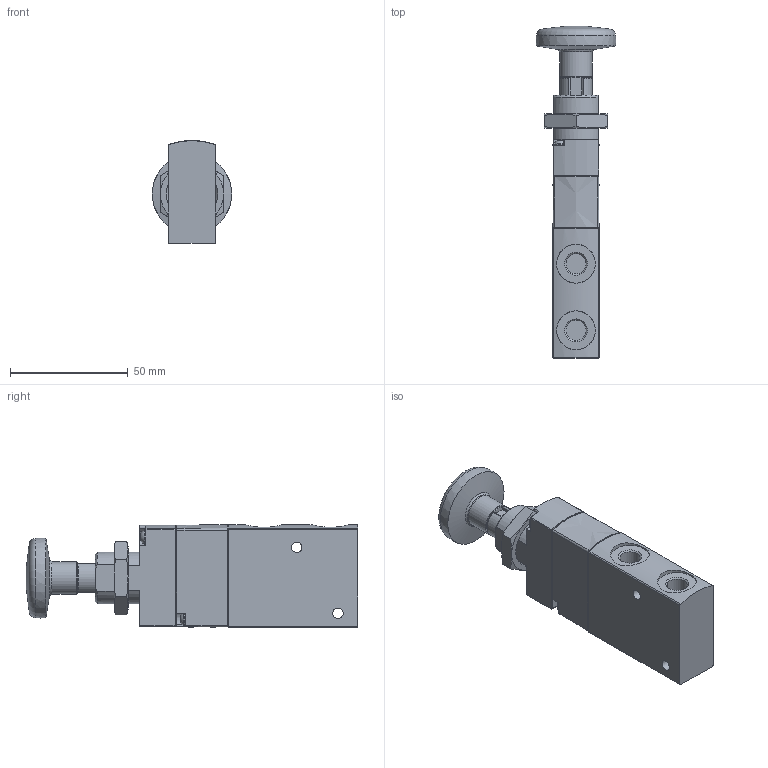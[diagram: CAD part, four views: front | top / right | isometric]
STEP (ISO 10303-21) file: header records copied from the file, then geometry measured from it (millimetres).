
FILE_DESCRIPTION(/* description */ ('STEP AP214'),/* implementation_level */ '2;1');
FILE_NAME(/* name */ '5299705_VHEF-PTC-M32-M-G18',/* time_stamp */ '2024-09-12T15:25:25+02:00',/* author */ ('License CC BY-ND 4.0'),/* organization */ ('CADENAS'),/* preprocessor_version */ 'ST-DEVELOPER v19.3',/* originating_system */ 'PARTsolutions',/* authorisation */ ' ');
FILE_SCHEMA (('AUTOMOTIVE_DESIGN {1 0 10303 214 3 1 1}'));
Length unit declared in the file: millimetre
Products named in the file (7): 5299705 VHEF-PTC-M32-M-G18---(1 high); 3419225 VXEF-XTC-M32-G18_valve---(7); 2649437 VMEF_cover---(12); 3395814 VMEF---(schrauben); 5299703 VHEF-PTC-M52---(1high); 337143 VAL-1/8-10 M22X1.5-6-27; 3978317 ACSP-F-TP-M3x42-AT10---(schrauben)
Assembly tree (8 placements, depth 2):
  5299705 VHEF-PTC-M32-M-G18---(1 high)
    3419225 VXEF-XTC-M32-G18_valve---(7)
    2649437 VMEF_cover---(12)
    3395814 VMEF---(schrauben)  x2
    5299703 VHEF-PTC-M52---(1high)
    337143 VAL-1/8-10 M22X1.5-6-27
    3978317 ACSP-F-TP-M3x42-AT10---(schrauben)  x2
Bounding box: 33.84 x 141.09 x 43.72 mm (x, y, z)
Volume: 90679.7 mm3; surface area: 29609.5 mm2
Topology: 8 solids, 8 shells, 365 faces, 882 edges, 575 vertices
Faces by surface type: cylinder 155, plane 149, cone 34, torus 26, sphere 1
Full cylindrical faces by diameter (mm): 2.1 x1, 2.459 x4, 2.95 x2, 3 x4, 3.5 x4, 4.4 x2, 5.925 x1, 6.5 x1, 6.8 x5, 7.125 x1, 8.566 x3, 10 x1, 13 x2, 13.2 x1, 14 x1, 15.9 x1, 16.5 x2, 17 x1, 20.376 x1
Entity records: 10071 total; most frequent: CARTESIAN_POINT 1668, DIRECTION 1626, ORIENTED_EDGE 1374, EDGE_CURVE 687, AXIS2_PLACEMENT_3D 647, VERTEX_POINT 497, FACE_BOUND 454, EDGE_LOOP 450
